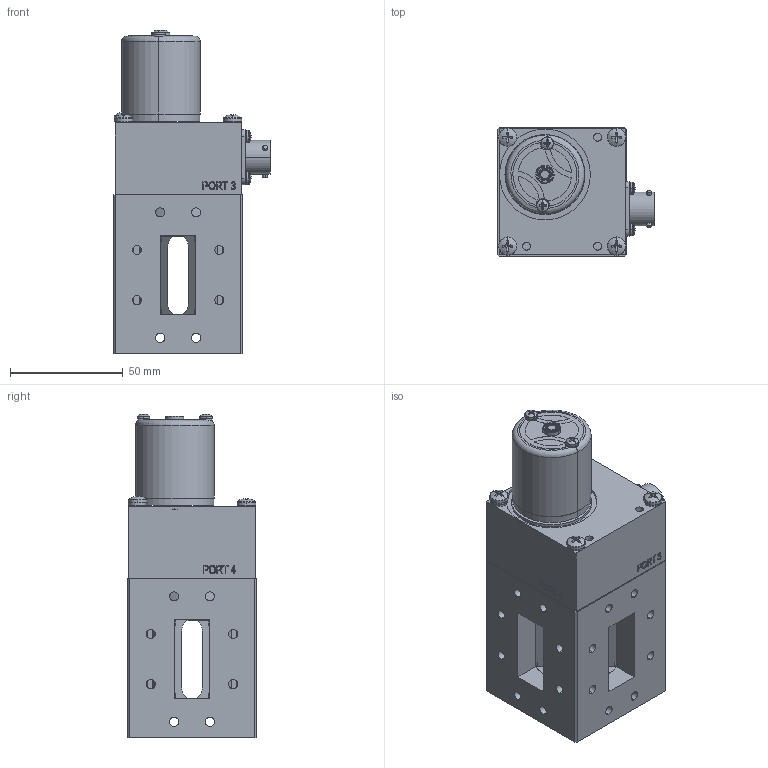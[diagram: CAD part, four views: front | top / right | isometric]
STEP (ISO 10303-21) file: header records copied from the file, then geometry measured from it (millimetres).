
FILE_DESCRIPTION (( 'STEP AP214' ), '1' );
FILE_NAME ('3-AF switch assy.STEP', '2010-11-11T21:15:15', ( '' ), ( '' ), 'SwSTEP 2.0', 'SolidWorks 2010', '' );
FILE_SCHEMA (( 'AUTOMOTIVE_DESIGN' ));
Length unit declared in the file: inch
Products named in the file (1): 3-AF switch assy
Bounding box: 69.44 x 57.15 x 143.5 mm (x, y, z)
Surface area: 53218.6 mm2 (no closed solid volume)
Topology: 0 solids, 34 shells, 622 faces, 2118 edges, 1488 vertices
Faces by surface type: plane 301, cylinder 204, bspline 51, torus 38, sphere 20, cone 8
Entity records: 35734 total; most frequent: CARTESIAN_POINT 9578, DIRECTION 3790, ORIENTED_EDGE 3318, EDGE_CURVE 2118, VERTEX_POINT 1488, AXIS2_PLACEMENT_3D 1364, VECTOR 1062, LINE 1062
